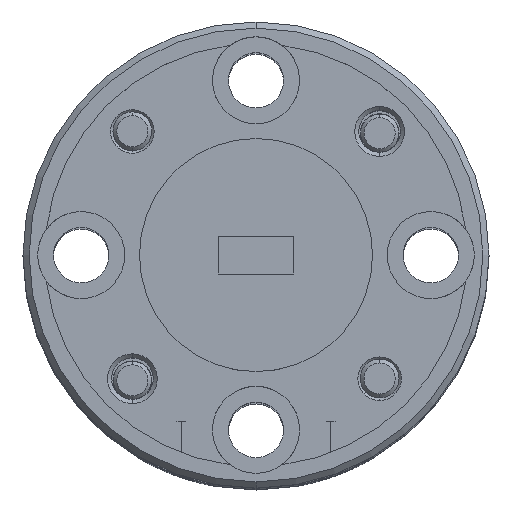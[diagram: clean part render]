
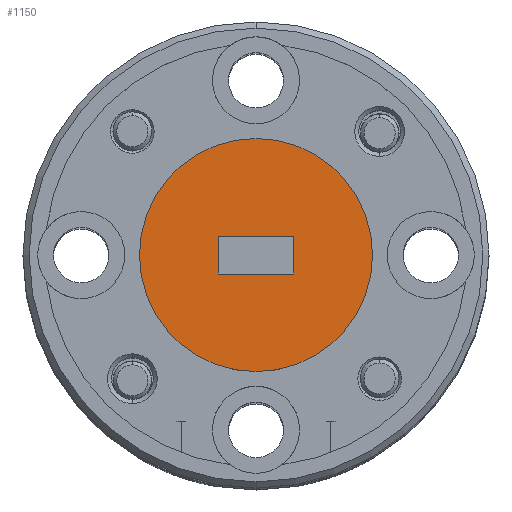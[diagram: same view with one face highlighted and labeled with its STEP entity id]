
A CAD part, top view. The second image highlights one B-rep face of the part: STEP entity #1150.
In plain terms, the highlighted planar face has unit normal (0, 0, 1).
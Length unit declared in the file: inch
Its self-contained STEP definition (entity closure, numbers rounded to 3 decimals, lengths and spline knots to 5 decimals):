
#27 = DIRECTION ( 'NONE',  ( 0., 0., 1. ) ) ;
#1150 = ADVANCED_FACE ( 'NONE', ( #13215, #17495 ), #14736, .T. ) ;
#1200 = EDGE_CURVE ( 'NONE', #12960, #1529, #7401, .T. ) ;
#1529 = VERTEX_POINT ( 'NONE', #9012 ) ;
#1636 = VECTOR ( 'NONE', #18585, 39.37008 ) ;
#1892 = VECTOR ( 'NONE', #5370, 39.37008 ) ;
#2187 = DIRECTION ( 'NONE',  ( -1., 0., 0. ) ) ;
#2205 = AXIS2_PLACEMENT_3D ( 'NONE', #12443, #15571, #12535 ) ;
#3790 = ORIENTED_EDGE ( 'NONE', *, *, #5504, .F. ) ;
#3819 = CARTESIAN_POINT ( 'NONE',  ( 0.39935, 1.02431, 2.28826 ) ) ;
#3977 = CARTESIAN_POINT ( 'NONE',  ( 0.33833, 0.86733, 2.28826 ) ) ;
#4065 = CARTESIAN_POINT ( 'NONE',  ( 0.33833, 1.24233, 2.28826 ) ) ;
#5198 = EDGE_CURVE ( 'NONE', #18482, #5292, #14049, .T. ) ;
#5255 = ORIENTED_EDGE ( 'NONE', *, *, #17662, .F. ) ;
#5259 = CIRCLE ( 'NONE', #16826, 0.1875 ) ;
#5292 = VERTEX_POINT ( 'NONE', #8716 ) ;
#5370 = DIRECTION ( 'NONE',  ( 1., 0., 0. ) ) ;
#5504 = EDGE_CURVE ( 'NONE', #13823, #12307, #10773, .T. ) ;
#5704 = VECTOR ( 'NONE', #11790, 39.37008 ) ;
#5933 = EDGE_CURVE ( 'NONE', #5292, #12960, #11272, .T. ) ;
#6241 = DIRECTION ( 'NONE',  ( 0., 1., 0. ) ) ;
#7401 = LINE ( 'NONE', #13414, #5704 ) ;
#7774 = LINE ( 'NONE', #13300, #9500 ) ;
#7864 = ORIENTED_EDGE ( 'NONE', *, *, #5933, .T. ) ;
#8716 = CARTESIAN_POINT ( 'NONE',  ( 0.39935, 1.08534, 2.28826 ) ) ;
#9012 = CARTESIAN_POINT ( 'NONE',  ( 0.27731, 1.02431, 2.28826 ) ) ;
#9086 = CARTESIAN_POINT ( 'NONE',  ( 0.33833, 1.05483, 2.28826 ) ) ;
#9500 = VECTOR ( 'NONE', #6241, 39.37008 ) ;
#9553 = ORIENTED_EDGE ( 'NONE', *, *, #5198, .T. ) ;
#10773 = CIRCLE ( 'NONE', #2205, 0.1875 ) ;
#11272 = LINE ( 'NONE', #17262, #1636 ) ;
#11790 = DIRECTION ( 'NONE',  ( -1., 0., 0. ) ) ;
#12307 = VERTEX_POINT ( 'NONE', #3977 ) ;
#12388 = EDGE_CURVE ( 'NONE', #1529, #18482, #7774, .T. ) ;
#12443 = CARTESIAN_POINT ( 'NONE',  ( 0.33833, 1.05483, 2.28826 ) ) ;
#12535 = DIRECTION ( 'NONE',  ( -1., 0., 0. ) ) ;
#12735 = AXIS2_PLACEMENT_3D ( 'NONE', #16269, #27, #14930 ) ;
#12960 = VERTEX_POINT ( 'NONE', #3819 ) ;
#13215 = FACE_BOUND ( 'NONE', #16436, .T. ) ;
#13300 = CARTESIAN_POINT ( 'NONE',  ( 0.27731, 1.02431, 2.28826 ) ) ;
#13414 = CARTESIAN_POINT ( 'NONE',  ( 0.39935, 1.02431, 2.28826 ) ) ;
#13560 = ORIENTED_EDGE ( 'NONE', *, *, #1200, .T. ) ;
#13823 = VERTEX_POINT ( 'NONE', #4065 ) ;
#14049 = LINE ( 'NONE', #18607, #1892 ) ;
#14736 = PLANE ( 'NONE',  #12735 ) ;
#14930 = DIRECTION ( 'NONE',  ( 0., 1., 0. ) ) ;
#15267 = DIRECTION ( 'NONE',  ( 0., 0., -1. ) ) ;
#15571 = DIRECTION ( 'NONE',  ( 0., 0., -1. ) ) ;
#16048 = CARTESIAN_POINT ( 'NONE',  ( 0.27731, 1.08534, 2.28826 ) ) ;
#16269 = CARTESIAN_POINT ( 'NONE',  ( 0.71333, 1.03711, 2.28826 ) ) ;
#16337 = ORIENTED_EDGE ( 'NONE', *, *, #12388, .T. ) ;
#16436 = EDGE_LOOP ( 'NONE', ( #16337, #9553, #7864, #13560 ) ) ;
#16826 = AXIS2_PLACEMENT_3D ( 'NONE', #9086, #15267, #2187 ) ;
#17262 = CARTESIAN_POINT ( 'NONE',  ( 0.39935, 1.03711, 2.28826 ) ) ;
#17495 = FACE_OUTER_BOUND ( 'NONE', #17609, .T. ) ;
#17609 = EDGE_LOOP ( 'NONE', ( #5255, #3790 ) ) ;
#17662 = EDGE_CURVE ( 'NONE', #12307, #13823, #5259, .T. ) ;
#18482 = VERTEX_POINT ( 'NONE', #16048 ) ;
#18585 = DIRECTION ( 'NONE',  ( 0., -1., 0. ) ) ;
#18607 = CARTESIAN_POINT ( 'NONE',  ( 0.27731, 1.08534, 2.28826 ) ) ;
